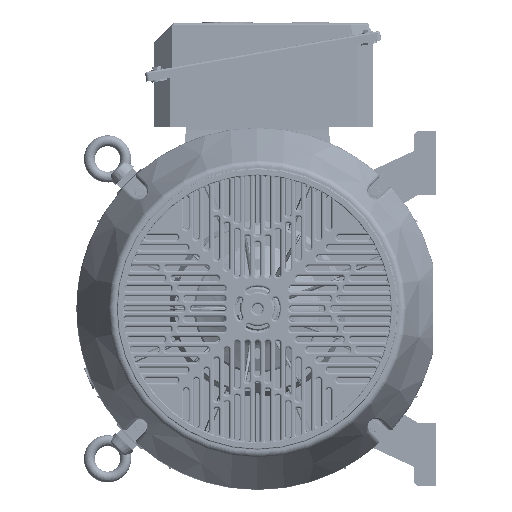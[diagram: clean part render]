
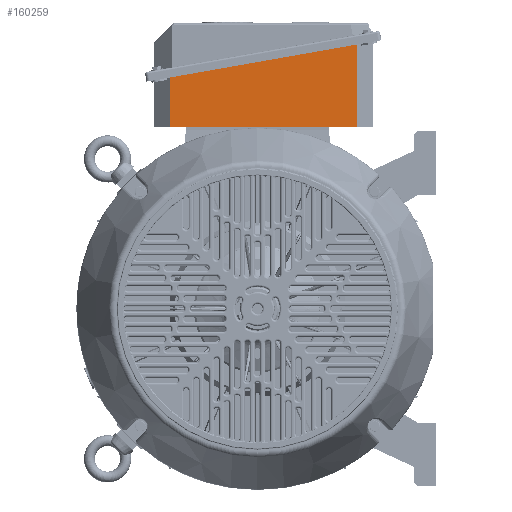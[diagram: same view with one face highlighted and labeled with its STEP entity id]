
A CAD part, left-side view. The second image highlights one B-rep face of the part: STEP entity #160259.
In plain terms, the highlighted face is planar.
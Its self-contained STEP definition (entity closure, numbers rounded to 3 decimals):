
#71117 = CARTESIAN_POINT ( 'NONE',  ( 318.031, 131.501, 149. ) ) ;
#71158 = CARTESIAN_POINT ( 'NONE',  ( 318.031, 3., 149. ) ) ;
#71179 = CARTESIAN_POINT ( 'NONE',  ( 25.515, 79.923, 149. ) ) ;
#71180 = DIRECTION ( 'NONE',  ( 0., -1., 0. ) ) ;
#71181 = VECTOR ( 'NONE', #71180, 1000. ) ;
#71182 = CARTESIAN_POINT ( 'NONE',  ( 25.515, 0., 149. ) ) ;
#71183 = LINE ( 'NONE', #71182, #71181 ) ;
#71185 = CARTESIAN_POINT ( 'NONE',  ( 25.515, 3., 149. ) ) ;
#71257 = DIRECTION ( 'NONE',  ( 0., 1., 0. ) ) ;
#71258 = VECTOR ( 'NONE', #71257, 1000. ) ;
#71259 = CARTESIAN_POINT ( 'NONE',  ( 318.031, 0., 149. ) ) ;
#71260 = LINE ( 'NONE', #71259, #71258 ) ;
#71270 = DIRECTION ( 'NONE',  ( 0.985, 0.174, 0. ) ) ;
#71271 = VECTOR ( 'NONE', #71270, 1000. ) ;
#71272 = CARTESIAN_POINT ( 'NONE',  ( -12.898, 73.149, 149. ) ) ;
#71273 = LINE ( 'NONE', #71272, #71271 ) ;
#71293 = LINE ( 'NONE', #71352, #71351 ) ;
#71294 = CARTESIAN_POINT ( 'NONE',  ( 0., 0., 149. ) ) ;
#71295 = PLANE ( 'NONE',  #71355 ) ;
#71296 = FACE_OUTER_BOUND ( 'NONE', #160260, .T. ) ;
#71350 = DIRECTION ( 'NONE',  ( -1., 0., 0. ) ) ;
#71351 = VECTOR ( 'NONE', #71350, 1000. ) ;
#71352 = CARTESIAN_POINT ( 'NONE',  ( 0., 3., 149. ) ) ;
#71353 = DIRECTION ( 'NONE',  ( -1., 0., 0. ) ) ;
#71354 = DIRECTION ( 'NONE',  ( 0., 0., -1. ) ) ;
#71355 = AXIS2_PLACEMENT_3D ( 'NONE', #71294, #71354, #71353 ) ;
#160065 = VERTEX_POINT ( 'NONE', #71117 ) ;
#160086 = VERTEX_POINT ( 'NONE', #71158 ) ;
#160122 = VERTEX_POINT ( 'NONE', #71185 ) ;
#160127 = EDGE_CURVE ( 'NONE', #160128, #160122, #71183, .T. ) ;
#160128 = VERTEX_POINT ( 'NONE', #71179 ) ;
#160170 = EDGE_CURVE ( 'NONE', #160086, #160065, #71260, .T. ) ;
#160218 = ORIENTED_EDGE ( 'NONE', *, *, #160219, .F. ) ;
#160219 = EDGE_CURVE ( 'NONE', #160128, #160065, #71273, .T. ) ;
#160220 = ORIENTED_EDGE ( 'NONE', *, *, #160127, .T. ) ;
#160259 = ADVANCED_FACE ( 'NONE', ( #71296 ), #71295, .F. ) ;
#160260 = EDGE_LOOP ( 'NONE', ( #160261, #160264, #160218, #160220 ) ) ;
#160261 = ORIENTED_EDGE ( 'NONE', *, *, #160262, .F. ) ;
#160262 = EDGE_CURVE ( 'NONE', #160086, #160122, #71293, .T. ) ;
#160264 = ORIENTED_EDGE ( 'NONE', *, *, #160170, .T. ) ;
